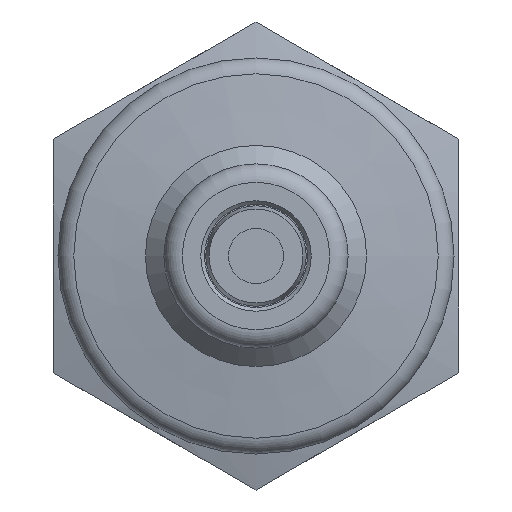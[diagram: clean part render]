
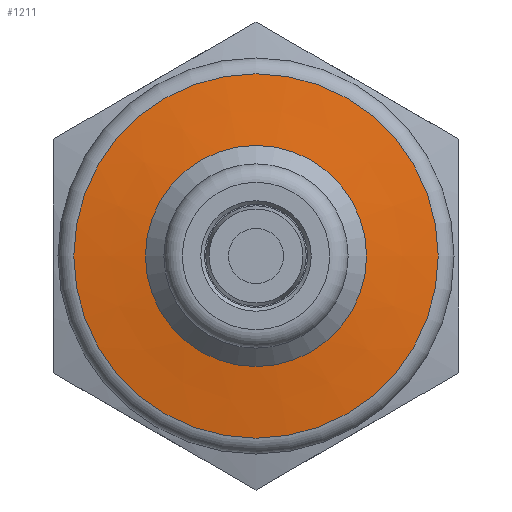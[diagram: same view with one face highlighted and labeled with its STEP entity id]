
A CAD part, left-side view. The second image highlights one B-rep face of the part: STEP entity #1211.
In plain terms, the highlighted conical face has half-angle 82 degrees and reference radius 8.375 mm.
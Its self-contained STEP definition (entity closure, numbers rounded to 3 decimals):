
#99=LINE('',#2059,#139);
#139=VECTOR('',#1645,8.375);
#177=CONICAL_SURFACE('',#1364,8.375,1.431);
#317=FACE_OUTER_BOUND('',#399,.T.);
#399=EDGE_LOOP('',(#983,#984,#985,#986,#987));
#476=CIRCLE('',#1335,6.);
#497=CIRCLE('',#1365,9.889);
#498=CIRCLE('',#1366,9.889);
#575=VERTEX_POINT('',#2002);
#593=VERTEX_POINT('',#2056);
#594=VERTEX_POINT('',#2057);
#705=EDGE_CURVE('',#575,#575,#476,.T.);
#732=EDGE_CURVE('',#593,#594,#497,.T.);
#733=EDGE_CURVE('',#593,#575,#99,.T.);
#734=EDGE_CURVE('',#594,#593,#498,.T.);
#983=ORIENTED_EDGE('',*,*,#732,.F.);
#984=ORIENTED_EDGE('',*,*,#733,.T.);
#985=ORIENTED_EDGE('',*,*,#705,.T.);
#986=ORIENTED_EDGE('',*,*,#733,.F.);
#987=ORIENTED_EDGE('',*,*,#734,.F.);
#1211=ADVANCED_FACE('',(#317),#177,.T.);
#1335=AXIS2_PLACEMENT_3D('',#2003,#1577,#1578);
#1364=AXIS2_PLACEMENT_3D('',#2055,#1641,#1642);
#1365=AXIS2_PLACEMENT_3D('',#2058,#1643,#1644);
#1366=AXIS2_PLACEMENT_3D('',#2060,#1646,#1647);
#1577=DIRECTION('center_axis',(1.,0.,0.));
#1578=DIRECTION('ref_axis',(0.,1.,0.));
#1641=DIRECTION('center_axis',(1.,0.,0.));
#1642=DIRECTION('ref_axis',(0.,1.,0.));
#1643=DIRECTION('center_axis',(1.,0.,0.));
#1644=DIRECTION('ref_axis',(0.,-1.,0.));
#1645=DIRECTION('',(-0.139,0.99,0.));
#1646=DIRECTION('center_axis',(1.,0.,0.));
#1647=DIRECTION('ref_axis',(0.,-1.,0.));
#2002=CARTESIAN_POINT('',(20.,-6.,0.));
#2003=CARTESIAN_POINT('Origin',(20.,0.,0.));
#2055=CARTESIAN_POINT('Origin',(20.334,0.,0.));
#2056=CARTESIAN_POINT('',(20.547,-9.889,0.));
#2057=CARTESIAN_POINT('',(20.547,0.,9.889));
#2058=CARTESIAN_POINT('Origin',(20.547,0.,0.));
#2059=CARTESIAN_POINT('',(20.334,-8.375,0.));
#2060=CARTESIAN_POINT('Origin',(20.547,0.,0.));
